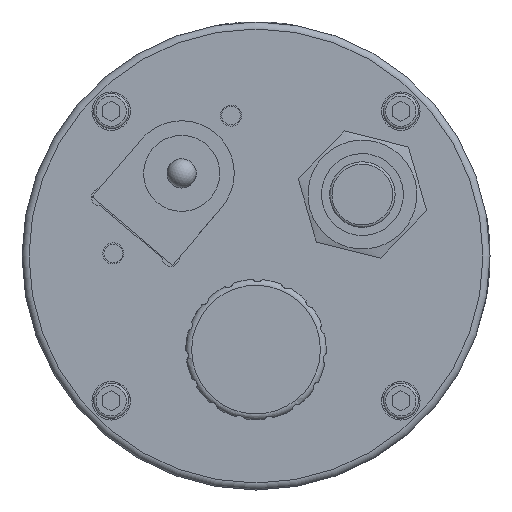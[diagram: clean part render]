
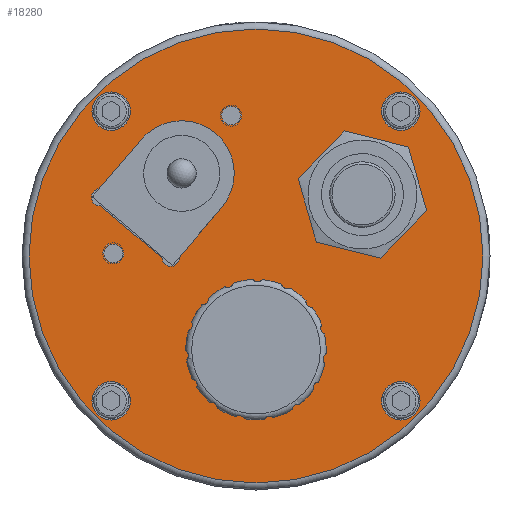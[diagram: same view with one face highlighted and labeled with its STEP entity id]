
A CAD part, front view. The second image highlights one B-rep face of the part: STEP entity #18280.
In plain terms, the highlighted planar face has unit normal (0, -1, 0).
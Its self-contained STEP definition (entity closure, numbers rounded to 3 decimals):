
#213 = CARTESIAN_POINT ( 'NONE',  ( -7.221, -4., -0.881 ) ) ;
#472 = DIRECTION ( 'NONE',  ( 0., 1., 0. ) ) ;
#573 = DIRECTION ( 'NONE',  ( 0., -1., 0. ) ) ;
#751 = CARTESIAN_POINT ( 'NONE',  ( 0., -4., -19.4 ) ) ;
#922 = FACE_BOUND ( 'NONE', #3710, .T. ) ;
#1278 = CIRCLE ( 'NONE', #13559, 19.4 ) ;
#1348 = FACE_OUTER_BOUND ( 'NONE', #27112, .T. ) ;
#2192 = CARTESIAN_POINT ( 'NONE',  ( 9.093, -4., 5.25 ) ) ;
#2209 = EDGE_LOOP ( 'NONE', ( #23496 ) ) ;
#2580 = FACE_BOUND ( 'NONE', #5440, .T. ) ;
#2597 = CARTESIAN_POINT ( 'NONE',  ( -6.532, -4., -0.075 ) ) ;
#2678 = DIRECTION ( 'NONE',  ( 0., 0., -1. ) ) ;
#2807 = EDGE_CURVE ( 'NONE', #18962, #18962, #4797, .T. ) ;
#2916 = DIRECTION ( 'NONE',  ( 0., 0., 1. ) ) ;
#2954 = VECTOR ( 'NONE', #21426, 1000. ) ;
#3518 = DIRECTION ( 'NONE',  ( 0., 0., -1. ) ) ;
#3527 = DIRECTION ( 'NONE',  ( 0., 0., 1. ) ) ;
#3710 = EDGE_LOOP ( 'NONE', ( #34521 ) ) ;
#3952 = DIRECTION ( 'NONE',  ( 0., 0., 1. ) ) ;
#4143 = CIRCLE ( 'NONE', #13617, 4.5 ) ;
#4203 = EDGE_CURVE ( 'NONE', #33742, #23752, #30519, .T. ) ;
#4257 = FACE_BOUND ( 'NONE', #8260, .T. ) ;
#4434 = AXIS2_PLACEMENT_3D ( 'NONE', #33868, #10051, #12852 ) ;
#4797 = CIRCLE ( 'NONE', #14772, 1.65 ) ;
#4864 = EDGE_LOOP ( 'NONE', ( #10026 ) ) ;
#4930 = VERTEX_POINT ( 'NONE', #23747 ) ;
#5232 = AXIS2_PLACEMENT_3D ( 'NONE', #24955, #6193, #3518 ) ;
#5423 = CARTESIAN_POINT ( 'NONE',  ( 0., -4., -8. ) ) ;
#5440 = EDGE_LOOP ( 'NONE', ( #26253 ) ) ;
#5530 = EDGE_CURVE ( 'NONE', #22769, #33742, #32520, .T. ) ;
#5550 = AXIS2_PLACEMENT_3D ( 'NONE', #31383, #10115, #23291 ) ;
#6193 = DIRECTION ( 'NONE',  ( 0., 1., 0. ) ) ;
#6381 = CARTESIAN_POINT ( 'NONE',  ( -14.065, -4., 4.964 ) ) ;
#6755 = FACE_BOUND ( 'NONE', #8147, .T. ) ;
#7093 = AXIS2_PLACEMENT_3D ( 'NONE', #8504, #573, #2916 ) ;
#7353 = VERTEX_POINT ( 'NONE', #2597 ) ;
#7375 = LINE ( 'NONE', #15368, #13633 ) ;
#7545 = DIRECTION ( 'NONE',  ( 0., 1., 0. ) ) ;
#8109 = DIRECTION ( 'NONE',  ( 0., 1., 0. ) ) ;
#8147 = EDGE_LOOP ( 'NONE', ( #10722 ) ) ;
#8198 = CARTESIAN_POINT ( 'NONE',  ( -13.317, -4., 5.023 ) ) ;
#8260 = EDGE_LOOP ( 'NONE', ( #19728 ) ) ;
#8331 = CARTESIAN_POINT ( 'NONE',  ( -2.135, -4., 11.203 ) ) ;
#8464 = DIRECTION ( 'NONE',  ( 0., 0., -1. ) ) ;
#8504 = CARTESIAN_POINT ( 'NONE',  ( -12.374, -4., -12.374 ) ) ;
#9634 = CARTESIAN_POINT ( 'NONE',  ( -9.779, -4., 9.982 ) ) ;
#9868 = DIRECTION ( 'NONE',  ( 0., 0., -1. ) ) ;
#10026 = ORIENTED_EDGE ( 'NONE', *, *, #13079, .T. ) ;
#10051 = DIRECTION ( 'NONE',  ( 0., 1., 0. ) ) ;
#10115 = DIRECTION ( 'NONE',  ( 0., -1., 0. ) ) ;
#10324 = CARTESIAN_POINT ( 'NONE',  ( -6.357, -4., 7.06 ) ) ;
#10452 = AXIS2_PLACEMENT_3D ( 'NONE', #8198, #10975, #29444 ) ;
#10593 = EDGE_CURVE ( 'NONE', #32374, #32374, #13682, .T. ) ;
#10722 = ORIENTED_EDGE ( 'NONE', *, *, #2807, .F. ) ;
#10784 = DIRECTION ( 'NONE',  ( 0., 0., -1. ) ) ;
#10975 = DIRECTION ( 'NONE',  ( 0., -1., 0. ) ) ;
#10988 = CIRCLE ( 'NONE', #5232, 0.8 ) ;
#11482 = VERTEX_POINT ( 'NONE', #9634 ) ;
#11658 = EDGE_CURVE ( 'NONE', #21917, #21917, #17670, .T. ) ;
#11877 = VERTEX_POINT ( 'NONE', #26747 ) ;
#12544 = ORIENTED_EDGE ( 'NONE', *, *, #22496, .T. ) ;
#12852 = DIRECTION ( 'NONE',  ( 0., 0., -1. ) ) ;
#12989 = DIRECTION ( 'NONE',  ( 0., 0., 1. ) ) ;
#13079 = EDGE_CURVE ( 'NONE', #26075, #26075, #30645, .T. ) ;
#13137 = VERTEX_POINT ( 'NONE', #21616 ) ;
#13227 = DIRECTION ( 'NONE',  ( 0., -1., 0. ) ) ;
#13440 = EDGE_CURVE ( 'NONE', #13137, #13137, #32253, .T. ) ;
#13559 = AXIS2_PLACEMENT_3D ( 'NONE', #21157, #13227, #10784 ) ;
#13617 = AXIS2_PLACEMENT_3D ( 'NONE', #10324, #28996, #12989 ) ;
#13633 = VECTOR ( 'NONE', #34045, 1000. ) ;
#13682 = CIRCLE ( 'NONE', #28946, 0.8 ) ;
#14772 = AXIS2_PLACEMENT_3D ( 'NONE', #19913, #17081, #3952 ) ;
#15368 = CARTESIAN_POINT ( 'NONE',  ( -2.935, -4., 4.137 ) ) ;
#15703 = ORIENTED_EDGE ( 'NONE', *, *, #17586, .F. ) ;
#15747 = AXIS2_PLACEMENT_3D ( 'NONE', #24833, #24482, #3527 ) ;
#15870 = CIRCLE ( 'NONE', #5550, 0.75 ) ;
#15901 = FACE_BOUND ( 'NONE', #24390, .T. ) ;
#15988 = ORIENTED_EDGE ( 'NONE', *, *, #24626, .F. ) ;
#16040 = VERTEX_POINT ( 'NONE', #751 ) ;
#16325 = CARTESIAN_POINT ( 'NONE',  ( -12.374, -4., -10.724 ) ) ;
#17081 = DIRECTION ( 'NONE',  ( 0., -1., 0. ) ) ;
#17426 = EDGE_CURVE ( 'NONE', #20610, #20610, #23092, .T. ) ;
#17586 = EDGE_CURVE ( 'NONE', #11482, #22769, #20162, .T. ) ;
#17670 = CIRCLE ( 'NONE', #19589, 4.1 ) ;
#18280 = ADVANCED_FACE ( 'NONE', ( #1348, #19238, #4257, #6755, #922, #26346, #32652, #15901, #23849, #2580 ), #22891, .F. ) ;
#18377 = ORIENTED_EDGE ( 'NONE', *, *, #19047, .F. ) ;
#18678 = EDGE_CURVE ( 'NONE', #23752, #7353, #15870, .T. ) ;
#18933 = AXIS2_PLACEMENT_3D ( 'NONE', #28276, #22787, #30980 ) ;
#18962 = VERTEX_POINT ( 'NONE', #19003 ) ;
#19003 = CARTESIAN_POINT ( 'NONE',  ( 12.374, -4., -10.724 ) ) ;
#19047 = EDGE_CURVE ( 'NONE', #4930, #11482, #4143, .T. ) ;
#19126 = CARTESIAN_POINT ( 'NONE',  ( 9.093, -4., 1.6 ) ) ;
#19238 = FACE_BOUND ( 'NONE', #2209, .T. ) ;
#19589 = AXIS2_PLACEMENT_3D ( 'NONE', #5423, #8109, #8464 ) ;
#19728 = ORIENTED_EDGE ( 'NONE', *, *, #22922, .F. ) ;
#19913 = CARTESIAN_POINT ( 'NONE',  ( 12.374, -4., -12.374 ) ) ;
#20162 = LINE ( 'NONE', #6381, #21448 ) ;
#20610 = VERTEX_POINT ( 'NONE', #16325 ) ;
#21157 = CARTESIAN_POINT ( 'NONE',  ( 0., -4., 0. ) ) ;
#21205 = CARTESIAN_POINT ( 'NONE',  ( -12.202, -4., 0.216 ) ) ;
#21426 = DIRECTION ( 'NONE',  ( 0.76, 0., -0.649 ) ) ;
#21448 = VECTOR ( 'NONE', #27519, 1000. ) ;
#21616 = CARTESIAN_POINT ( 'NONE',  ( -12.374, -4., 14.024 ) ) ;
#21917 = VERTEX_POINT ( 'NONE', #29801 ) ;
#22496 = EDGE_CURVE ( 'NONE', #34007, #34007, #10988, .T. ) ;
#22769 = VERTEX_POINT ( 'NONE', #24762 ) ;
#22787 = DIRECTION ( 'NONE',  ( 0., -1., 0. ) ) ;
#22891 = PLANE ( 'NONE',  #4434 ) ;
#22922 = EDGE_CURVE ( 'NONE', #11877, #11877, #30182, .T. ) ;
#23092 = CIRCLE ( 'NONE', #7093, 1.65 ) ;
#23291 = DIRECTION ( 'NONE',  ( 0., 0., 1. ) ) ;
#23496 = ORIENTED_EDGE ( 'NONE', *, *, #13440, .F. ) ;
#23747 = CARTESIAN_POINT ( 'NONE',  ( -2.935, -4., 4.137 ) ) ;
#23752 = VERTEX_POINT ( 'NONE', #26048 ) ;
#23849 = FACE_BOUND ( 'NONE', #4864, .T. ) ;
#24286 = CARTESIAN_POINT ( 'NONE',  ( -13.258, -4., 4.275 ) ) ;
#24390 = EDGE_LOOP ( 'NONE', ( #15988, #30920, #29654, #32435, #15703, #18377 ) ) ;
#24482 = DIRECTION ( 'NONE',  ( 0., -1., 0. ) ) ;
#24626 = EDGE_CURVE ( 'NONE', #7353, #4930, #7375, .T. ) ;
#24762 = CARTESIAN_POINT ( 'NONE',  ( -13.376, -4., 5.77 ) ) ;
#24833 = CARTESIAN_POINT ( 'NONE',  ( 12.374, -4., 12.374 ) ) ;
#24955 = CARTESIAN_POINT ( 'NONE',  ( -2.135, -4., 12.003 ) ) ;
#25417 = ORIENTED_EDGE ( 'NONE', *, *, #31427, .T. ) ;
#26048 = CARTESIAN_POINT ( 'NONE',  ( -8.028, -4., -0.192 ) ) ;
#26075 = VERTEX_POINT ( 'NONE', #19126 ) ;
#26253 = ORIENTED_EDGE ( 'NONE', *, *, #11658, .T. ) ;
#26346 = FACE_BOUND ( 'NONE', #32553, .T. ) ;
#26747 = CARTESIAN_POINT ( 'NONE',  ( 12.374, -4., 14.024 ) ) ;
#27002 = ORIENTED_EDGE ( 'NONE', *, *, #10593, .T. ) ;
#27112 = EDGE_LOOP ( 'NONE', ( #25417 ) ) ;
#27519 = DIRECTION ( 'NONE',  ( -0.649, 0., -0.76 ) ) ;
#28276 = CARTESIAN_POINT ( 'NONE',  ( -12.374, -4., 12.374 ) ) ;
#28946 = AXIS2_PLACEMENT_3D ( 'NONE', #21205, #472, #2678 ) ;
#28996 = DIRECTION ( 'NONE',  ( 0., -1., 0. ) ) ;
#29444 = DIRECTION ( 'NONE',  ( 0., 0., 1. ) ) ;
#29654 = ORIENTED_EDGE ( 'NONE', *, *, #4203, .F. ) ;
#29801 = CARTESIAN_POINT ( 'NONE',  ( 0., -4., -12.1 ) ) ;
#30182 = CIRCLE ( 'NONE', #15747, 1.65 ) ;
#30519 = LINE ( 'NONE', #213, #2954 ) ;
#30645 = CIRCLE ( 'NONE', #34655, 3.65 ) ;
#30920 = ORIENTED_EDGE ( 'NONE', *, *, #18678, .F. ) ;
#30980 = DIRECTION ( 'NONE',  ( 0., 0., 1. ) ) ;
#31383 = CARTESIAN_POINT ( 'NONE',  ( -7.28, -4., -0.134 ) ) ;
#31427 = EDGE_CURVE ( 'NONE', #16040, #16040, #1278, .T. ) ;
#31606 = EDGE_LOOP ( 'NONE', ( #27002 ) ) ;
#32253 = CIRCLE ( 'NONE', #18933, 1.65 ) ;
#32348 = CARTESIAN_POINT ( 'NONE',  ( -12.202, -4., -0.584 ) ) ;
#32374 = VERTEX_POINT ( 'NONE', #32348 ) ;
#32435 = ORIENTED_EDGE ( 'NONE', *, *, #5530, .F. ) ;
#32520 = CIRCLE ( 'NONE', #10452, 0.75 ) ;
#32553 = EDGE_LOOP ( 'NONE', ( #12544 ) ) ;
#32652 = FACE_BOUND ( 'NONE', #31606, .T. ) ;
#33742 = VERTEX_POINT ( 'NONE', #24286 ) ;
#33868 = CARTESIAN_POINT ( 'NONE',  ( 0., -4., 0. ) ) ;
#34007 = VERTEX_POINT ( 'NONE', #8331 ) ;
#34045 = DIRECTION ( 'NONE',  ( 0.649, 0., 0.76 ) ) ;
#34521 = ORIENTED_EDGE ( 'NONE', *, *, #17426, .F. ) ;
#34655 = AXIS2_PLACEMENT_3D ( 'NONE', #2192, #7545, #9868 ) ;
